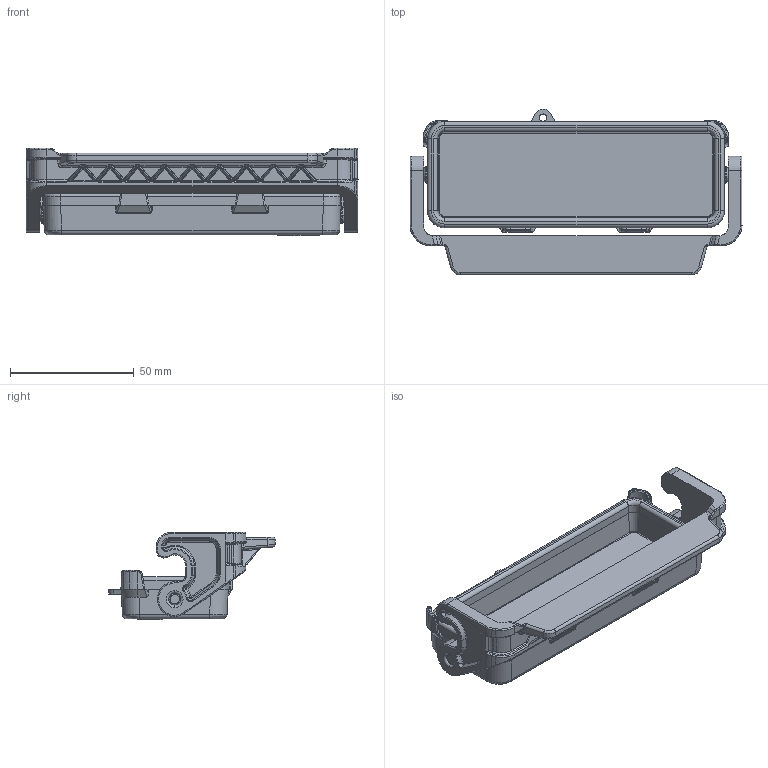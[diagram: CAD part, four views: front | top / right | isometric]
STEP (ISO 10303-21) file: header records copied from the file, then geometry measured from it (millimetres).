
FILE_DESCRIPTION(('Creo Elements/Direct Modeling STEP Export'),'2;1');
FILE_NAME('0ln7uvk5tno8m3e968','2023-11-15T16:34:48',(''),(''),'Creo Elements/Direct Modeling STEP processor for AP214 (Solid Model)','Creo Elements/Direct Modeling 20.1B 02-Apr-2019 (C) Parametric Technology GmbH','');
FILE_SCHEMA(('AUTOMOTIVE_DESIGN { 1 0 10303 214 1 1 1 1 }'));
Products named in the file (2): JPC 24 LG
Assembly tree (1 placements, depth 2):
  JPC 24 LG
    JPC 24 LG
Bounding box: 134 x 67 x 35.3 mm (x, y, z)
Volume: 49593.9 mm3; surface area: 32794.8 mm2
Topology: 1 solids, 1 shells, 891 faces, 2172 edges, 1272 vertices
Faces by surface type: cylinder 344, plane 216, bspline 186, torus 79, cone 34, sphere 24, extrusion 8
Entity records: 81641 total; most frequent: CARTESIAN_POINT 55987, ORIENTED_EDGE 4292, DIRECTION 3296, EDGE_CURVE 2146, VERTEX_POINT 1272, AXIS2_PLACEMENT_3D 1187, VECTOR 922, LINE 914
